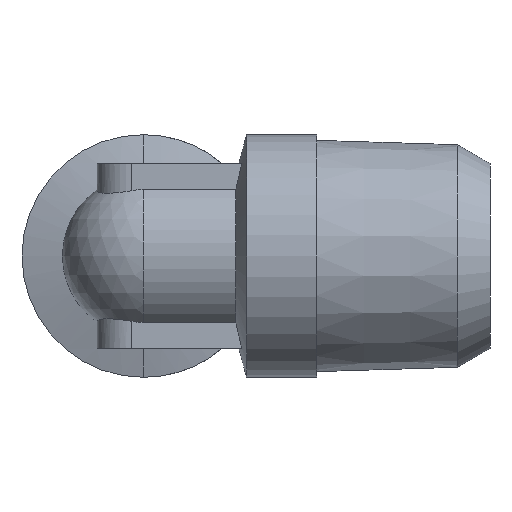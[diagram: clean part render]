
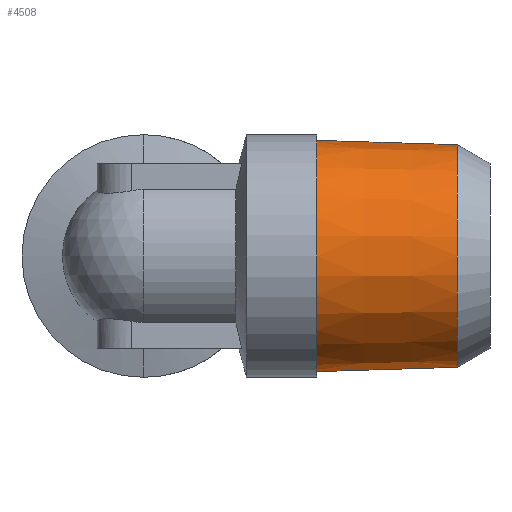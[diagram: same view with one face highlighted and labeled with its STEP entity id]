
A CAD part, left-side view. The second image highlights one B-rep face of the part: STEP entity #4508.
In plain terms, the highlighted conical face has half-angle 1.78 degrees and reference radius 4.815 mm.
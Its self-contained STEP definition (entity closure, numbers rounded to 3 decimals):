
#419 = ORIENTED_EDGE ( 'NONE', *, *, #5371, .F. ) ;
#420 = ORIENTED_EDGE ( 'NONE', *, *, #5338, .F. ) ;
#421 = ORIENTED_EDGE ( 'NONE', *, *, #5369, .T. ) ;
#422 = ORIENTED_EDGE ( 'NONE', *, *, #5339, .T. ) ;
#1767 = DIRECTION ( 'NONE',  ( 0., 1., 0. ) ) ;
#1769 = DIRECTION ( 'NONE',  ( 0., 0., 1. ) ) ;
#1771 = CARTESIAN_POINT ( 'NONE',  ( 0., 4.412, 0. ) ) ;
#2320 = EDGE_LOOP ( 'NONE', ( #419, #420, #421, #422 ) ) ;
#3199 = CARTESIAN_POINT ( 'NONE',  ( 0., 10.5, -5.004 ) ) ;
#3200 = CARTESIAN_POINT ( 'NONE',  ( 0., 4.412, -4.815 ) ) ;
#3201 = CARTESIAN_POINT ( 'NONE',  ( 0., 4.412, 4.815 ) ) ;
#3203 = CARTESIAN_POINT ( 'NONE',  ( 0., 10.5, 5.004 ) ) ;
#3897 = CARTESIAN_POINT ( 'NONE',  ( 0., 4.412, 0. ) ) ;
#3898 = DIRECTION ( 'NONE',  ( 0., -1., 0. ) ) ;
#3899 = DIRECTION ( 'NONE',  ( 0., 0., -1. ) ) ;
#3900 = CARTESIAN_POINT ( 'NONE',  ( 0., 10.5, 0. ) ) ;
#3901 = DIRECTION ( 'NONE',  ( 0., -1., 0. ) ) ;
#3902 = DIRECTION ( 'NONE',  ( 0., 0., -1. ) ) ;
#3969 = DIRECTION ( 'NONE',  ( 0., 1., -0.031 ) ) ;
#3973 = CARTESIAN_POINT ( 'NONE',  ( 0., 4.412, 4.815 ) ) ;
#3974 = DIRECTION ( 'NONE',  ( 0., 1., 0.031 ) ) ;
#3976 = CARTESIAN_POINT ( 'NONE',  ( 0., 4.412, -4.815 ) ) ;
#4508 = ADVANCED_FACE ( 'NONE', ( #9411 ), #5892, .T. ) ;
#5245 = AXIS2_PLACEMENT_3D ( 'NONE', #1771, #1767, #1769 ) ;
#5338 = EDGE_CURVE ( 'NONE', #7758, #7757, #6006, .T. ) ;
#5339 = EDGE_CURVE ( 'NONE', #7760, #7756, #6001, .T. ) ;
#5369 = EDGE_CURVE ( 'NONE', #7758, #7760, #6053, .T. ) ;
#5371 = EDGE_CURVE ( 'NONE', #7757, #7756, #6049, .T. ) ;
#5892 = CONICAL_SURFACE ( 'NONE', #5245, 4.815, 0.031 ) ;
#6001 = CIRCLE ( 'NONE', #8697, 5.004 ) ;
#6006 = CIRCLE ( 'NONE', #8696, 4.815 ) ;
#6049 = LINE ( 'NONE', #3976, #6059 ) ;
#6053 = LINE ( 'NONE', #3973, #6056 ) ;
#6056 = VECTOR ( 'NONE', #3974, 1000. ) ;
#6059 = VECTOR ( 'NONE', #3969, 1000. ) ;
#7756 = VERTEX_POINT ( 'NONE', #3199 ) ;
#7757 = VERTEX_POINT ( 'NONE', #3200 ) ;
#7758 = VERTEX_POINT ( 'NONE', #3201 ) ;
#7760 = VERTEX_POINT ( 'NONE', #3203 ) ;
#8696 = AXIS2_PLACEMENT_3D ( 'NONE', #3897, #3898, #3899 ) ;
#8697 = AXIS2_PLACEMENT_3D ( 'NONE', #3900, #3901, #3902 ) ;
#9411 = FACE_OUTER_BOUND ( 'NONE', #2320, .T. ) ;
